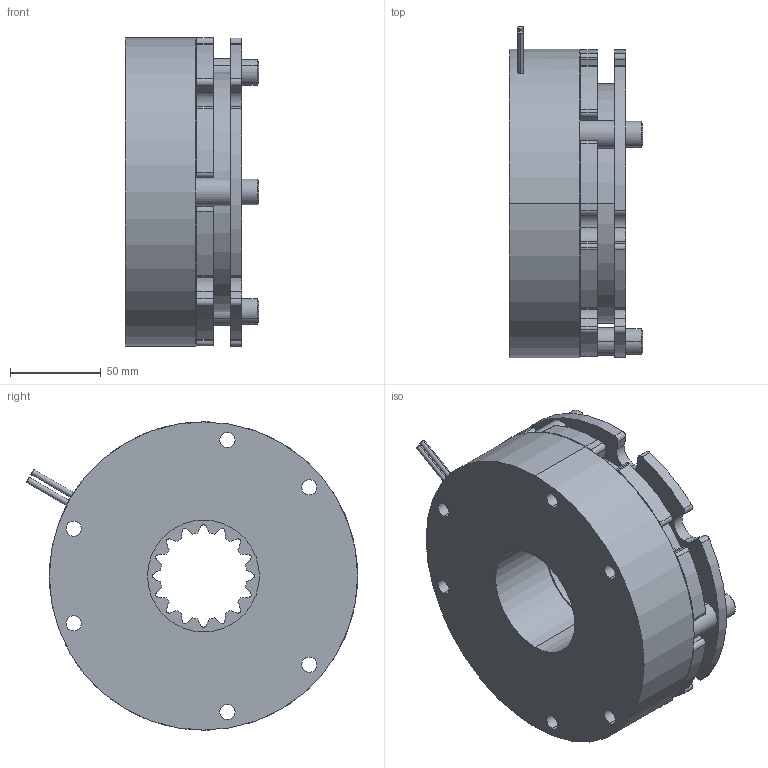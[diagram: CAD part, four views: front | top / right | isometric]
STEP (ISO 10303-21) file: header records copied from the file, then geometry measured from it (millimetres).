
FILE_DESCRIPTION (( 'STEP AP203' ), '1' );
FILE_NAME ('670_SEB_WebAssy.STEP', '2017-02-22T14:17:35', ( 'Delete' ), ( 'Hewlett-Packard Company' ), 'SwSTEP 2.0', 'SolidWorks 2017', '' );
FILE_SCHEMA (( 'CONFIG_CONTROL_DESIGN' ));
Length unit declared in the file: inch
Products named in the file (1): 670_SEB_WebAssy
Bounding box: 73.85 x 182.85 x 170.18 mm (x, y, z)
Volume: 1108553.1 mm3; surface area: 225038 mm2
Topology: 19 solids, 19 shells, 1271 faces, 3315 edges, 2096 vertices
Faces by surface type: cone 590, cylinder 474, plane 133, bspline 68, torus 6
Entity records: 67659 total; most frequent: CARTESIAN_POINT 35306, DIRECTION 7386, ORIENTED_EDGE 6606, EDGE_CURVE 3303, AXIS2_PLACEMENT_3D 3046, VERTEX_POINT 2096, CIRCLE 1842, EDGE_LOOP 1329
